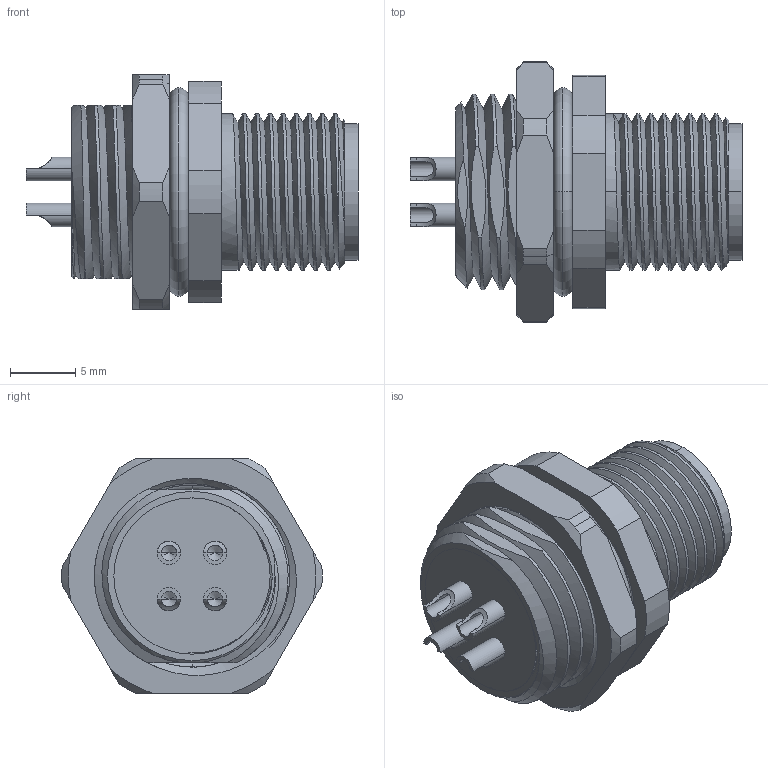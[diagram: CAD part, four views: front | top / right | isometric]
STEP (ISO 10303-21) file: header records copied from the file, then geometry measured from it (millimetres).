
FILE_DESCRIPTION (( 'STEP AP203' ), '1' );
FILE_NAME ('54-00453.STEP', '2025-03-14T17:21:47', ( '' ), ( '' ), 'SwSTEP 2.0', 'SolidWorks 2021', '' );
FILE_SCHEMA (( 'CONFIG_CONTROL_DESIGN' ));
Length unit declared in the file: millimetre
Products named in the file (7): 54-00453; 54-00453-03___; 54-00453-01___; 54-00453-04___; 54-00453-02; 54-00453-03L___; 54-00453-05___
Assembly tree (8 placements, depth 2):
  54-00453
    54-00453-01___
    54-00453-02
    54-00453-03___  x3
    54-00453-04___
    54-00453-05___
    54-00453-03L___
Bounding box: 25.5 x 19.99 x 18 mm (x, y, z)
Volume: 2978.2 mm3; surface area: 5771.3 mm2
Topology: 9 solids, 9 shells, 332 faces, 813 edges, 511 vertices
Faces by surface type: cylinder 154, plane 84, cone 48, torus 28, bspline 10, sphere 8
Entity records: 12584 total; most frequent: CARTESIAN_POINT 5641, ORIENTED_EDGE 1330, DIRECTION 1260, EDGE_CURVE 665, AXIS2_PLACEMENT_3D 512, VERTEX_POINT 431, EDGE_LOOP 310, ADVANCED_FACE 268
